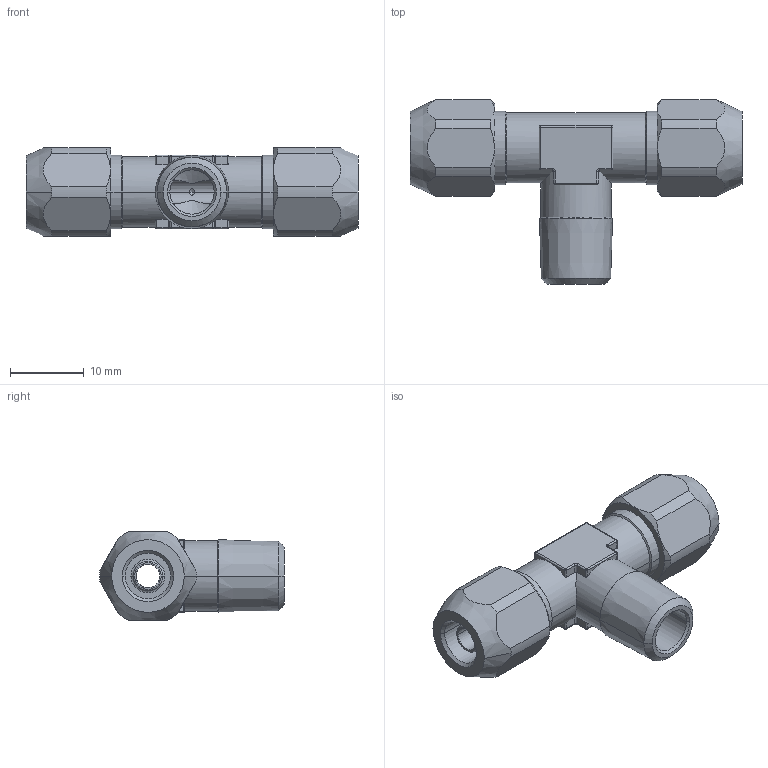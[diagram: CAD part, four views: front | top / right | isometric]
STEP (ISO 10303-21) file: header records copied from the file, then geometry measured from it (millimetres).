
FILE_DESCRIPTION(( 'CX.16.06.18.stp' ), '1');
FILE_NAME( 'CX.16.06.18.stp', '2018-09-04T16:08:33',( 'Sopra'),('sopra-pneumatic.com'), 'SwSTEP 2.0','SolidWorks 2009','' );
FILE_SCHEMA(('CONFIG_CONTROL_DESIGN'));
Length unit declared in the file: millimetre
Products named in the file (1): 361414B_141X4-6-4-1-8K
Bounding box: 45 x 25.05 x 12 mm (x, y, z)
Volume: 4233.6 mm3; surface area: 3423.5 mm2
Topology: 1 solids, 1 shells, 155 faces, 373 edges, 223 vertices
Faces by surface type: cylinder 64, plane 39, cone 28, sphere 12, torus 12
Entity records: 4752 total; most frequent: CARTESIAN_POINT 1110, DIRECTION 785, ORIENTED_EDGE 742, EDGE_CURVE 371, AXIS2_PLACEMENT_3D 319, VERTEX_POINT 223, EDGE_LOOP 164, CIRCLE 164
